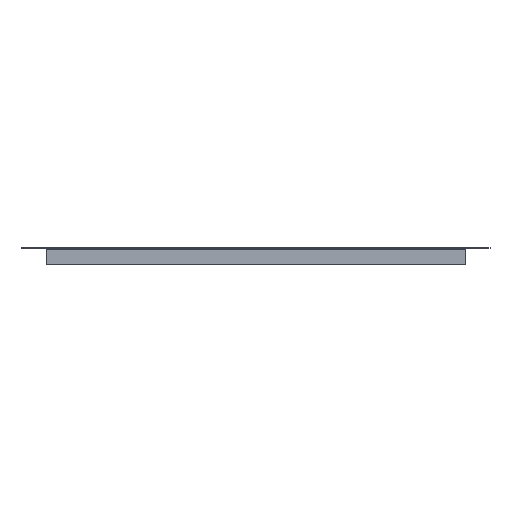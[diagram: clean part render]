
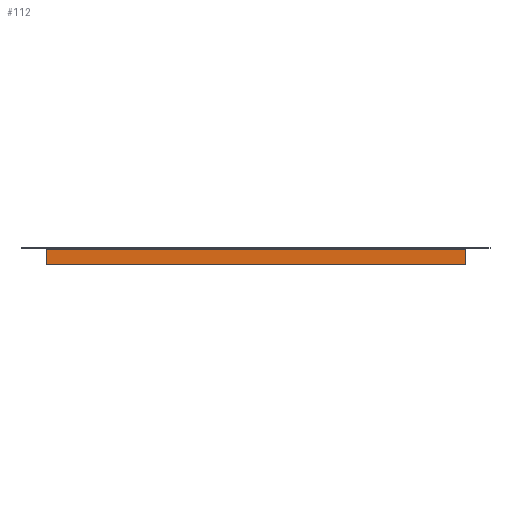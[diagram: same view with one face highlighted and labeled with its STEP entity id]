
A CAD part, front view. The second image highlights one B-rep face of the part: STEP entity #112.
In plain terms, the highlighted planar face has unit normal (0, -1, 0).
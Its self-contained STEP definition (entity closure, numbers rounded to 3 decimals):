
#89 = CARTESIAN_POINT ( 'NONE',  ( 0., -551.5, -18. ) ) ;
#112 = ADVANCED_FACE ( 'NONE', ( #486 ), #1740, .F. ) ;
#159 = CARTESIAN_POINT ( 'NONE',  ( 471.5, -551.5, -18. ) ) ;
#290 = ORIENTED_EDGE ( 'NONE', *, *, #1764, .T. ) ;
#293 = CARTESIAN_POINT ( 'NONE',  ( 0., -551.5, 0. ) ) ;
#486 = FACE_OUTER_BOUND ( 'NONE', #1015, .T. ) ;
#614 = VECTOR ( 'NONE', #1371, 1000. ) ;
#649 = DIRECTION ( 'NONE',  ( 0., 1., 0. ) ) ;
#667 = EDGE_CURVE ( 'NONE', #2395, #2174, #1493, .T. ) ;
#671 = CARTESIAN_POINT ( 'NONE',  ( 26., -551.5, 0. ) ) ;
#696 = DIRECTION ( 'NONE',  ( 1., 0., 0. ) ) ;
#873 = VECTOR ( 'NONE', #1793, 1000. ) ;
#959 = CARTESIAN_POINT ( 'NONE',  ( 471.5, -551.5, -2. ) ) ;
#977 = AXIS2_PLACEMENT_3D ( 'NONE', #293, #649, #2581 ) ;
#1015 = EDGE_LOOP ( 'NONE', ( #1256, #1548, #2215, #290 ) ) ;
#1088 = EDGE_CURVE ( 'NONE', #2174, #2456, #2585, .T. ) ;
#1256 = ORIENTED_EDGE ( 'NONE', *, *, #2298, .F. ) ;
#1285 = CARTESIAN_POINT ( 'NONE',  ( 26., -551.5, -2. ) ) ;
#1371 = DIRECTION ( 'NONE',  ( 0., 0., 1. ) ) ;
#1409 = LINE ( 'NONE', #2658, #614 ) ;
#1486 = CARTESIAN_POINT ( 'NONE',  ( 471.5, -551.5, -2. ) ) ;
#1493 = LINE ( 'NONE', #671, #1633 ) ;
#1503 = VERTEX_POINT ( 'NONE', #1486 ) ;
#1548 = ORIENTED_EDGE ( 'NONE', *, *, #667, .T. ) ;
#1583 = LINE ( 'NONE', #959, #873 ) ;
#1633 = VECTOR ( 'NONE', #1906, 1000. ) ;
#1740 = PLANE ( 'NONE',  #977 ) ;
#1764 = EDGE_CURVE ( 'NONE', #2456, #1503, #1409, .T. ) ;
#1793 = DIRECTION ( 'NONE',  ( 1., 0., 0. ) ) ;
#1825 = CARTESIAN_POINT ( 'NONE',  ( 26., -551.5, -18. ) ) ;
#1906 = DIRECTION ( 'NONE',  ( 0., 0., -1. ) ) ;
#2041 = VECTOR ( 'NONE', #696, 1000. ) ;
#2174 = VERTEX_POINT ( 'NONE', #1825 ) ;
#2215 = ORIENTED_EDGE ( 'NONE', *, *, #1088, .T. ) ;
#2298 = EDGE_CURVE ( 'NONE', #2395, #1503, #1583, .T. ) ;
#2395 = VERTEX_POINT ( 'NONE', #1285 ) ;
#2456 = VERTEX_POINT ( 'NONE', #159 ) ;
#2581 = DIRECTION ( 'NONE',  ( 0., 0., 1. ) ) ;
#2585 = LINE ( 'NONE', #89, #2041 ) ;
#2658 = CARTESIAN_POINT ( 'NONE',  ( 471.5, -551.5, 0. ) ) ;
